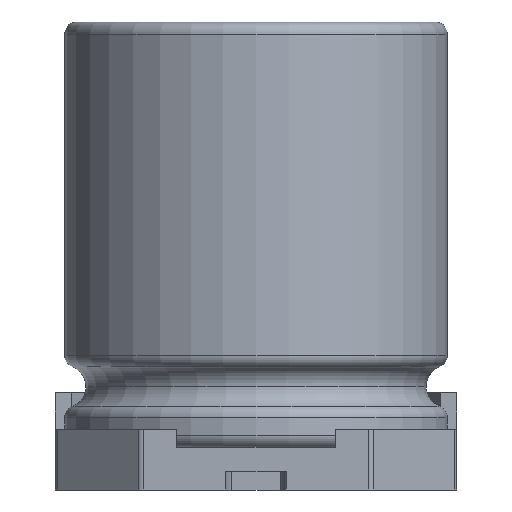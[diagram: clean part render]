
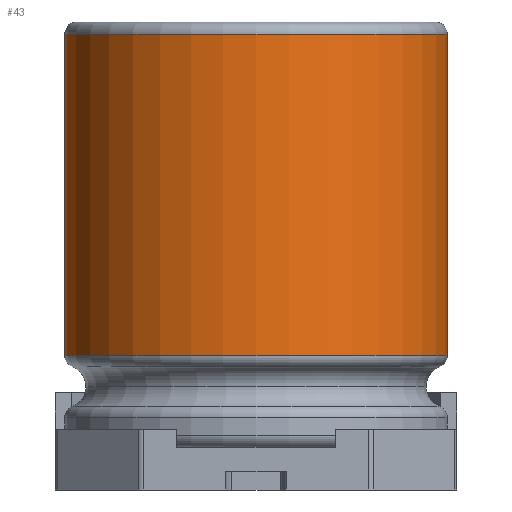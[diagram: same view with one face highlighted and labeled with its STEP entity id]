
A CAD part, front view. The second image highlights one B-rep face of the part: STEP entity #43.
In plain terms, the highlighted cylindrical face has radius 3.15 mm (diameter 6.3 mm), a partial arc.
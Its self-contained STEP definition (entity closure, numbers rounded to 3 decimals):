
#33 = ORIENTED_EDGE ( 'NONE', *, *, #47, .F. ) ;
#38 = ORIENTED_EDGE ( 'NONE', *, *, #552, .T. ) ;
#39 = EDGE_CURVE ( 'NONE', #137, #872, #1033, .T. ) ;
#40 = ORIENTED_EDGE ( 'NONE', *, *, #39, .T. ) ;
#41 = ORIENTED_EDGE ( 'NONE', *, *, #562, .F. ) ;
#42 = EDGE_LOOP ( 'NONE', ( #41, #40, #38, #33 ) ) ;
#43 = ADVANCED_FACE ( 'NONE', ( #1028 ), #1013, .T. ) ;
#47 = EDGE_CURVE ( 'NONE', #563, #558, #1012, .T. ) ;
#137 = VERTEX_POINT ( 'NONE', #1331 ) ;
#552 = EDGE_CURVE ( 'NONE', #872, #558, #2550, .T. ) ;
#558 = VERTEX_POINT ( 'NONE', #2607 ) ;
#562 = EDGE_CURVE ( 'NONE', #137, #563, #2601, .T. ) ;
#563 = VERTEX_POINT ( 'NONE', #2597 ) ;
#872 = VERTEX_POINT ( 'NONE', #3513 ) ;
#1006 = CARTESIAN_POINT ( 'NONE',  ( 0., 0., 2.212 ) ) ;
#1008 = DIRECTION ( 'NONE',  ( -1., 0., 0. ) ) ;
#1009 = DIRECTION ( 'NONE',  ( 0., 0., -1. ) ) ;
#1010 = CARTESIAN_POINT ( 'NONE',  ( 0., 0., 0.7 ) ) ;
#1011 = AXIS2_PLACEMENT_3D ( 'NONE', #1010, #1009, #1008 ) ;
#1012 = CIRCLE ( 'NONE', #1063, 3.15 ) ;
#1013 = CYLINDRICAL_SURFACE ( 'NONE', #1011, 3.15 ) ;
#1028 = FACE_OUTER_BOUND ( 'NONE', #42, .T. ) ;
#1029 = DIRECTION ( 'NONE',  ( -1., 0., 0. ) ) ;
#1030 = DIRECTION ( 'NONE',  ( 0., 0., -1. ) ) ;
#1031 = CARTESIAN_POINT ( 'NONE',  ( 0., 0., 7.5 ) ) ;
#1032 = AXIS2_PLACEMENT_3D ( 'NONE', #1031, #1030, #1029 ) ;
#1033 = CIRCLE ( 'NONE', #1032, 3.15 ) ;
#1061 = DIRECTION ( 'NONE',  ( -1., 0., 0. ) ) ;
#1062 = DIRECTION ( 'NONE',  ( 0., 0., -1. ) ) ;
#1063 = AXIS2_PLACEMENT_3D ( 'NONE', #1006, #1062, #1061 ) ;
#1331 = CARTESIAN_POINT ( 'NONE',  ( 3.15, 0., 7.5 ) ) ;
#2108 = DIRECTION ( 'NONE',  ( 0., 0., -1. ) ) ;
#2109 = VECTOR ( 'NONE', #2108, 1000. ) ;
#2549 = CARTESIAN_POINT ( 'NONE',  ( -3.15, 0., 0.7 ) ) ;
#2550 = LINE ( 'NONE', #2549, #2109 ) ;
#2597 = CARTESIAN_POINT ( 'NONE',  ( 3.15, 0., 2.212 ) ) ;
#2598 = DIRECTION ( 'NONE',  ( 0., 0., -1. ) ) ;
#2599 = VECTOR ( 'NONE', #2598, 1000. ) ;
#2600 = CARTESIAN_POINT ( 'NONE',  ( 3.15, 0., 0.7 ) ) ;
#2601 = LINE ( 'NONE', #2600, #2599 ) ;
#2607 = CARTESIAN_POINT ( 'NONE',  ( -3.15, 0., 2.212 ) ) ;
#3513 = CARTESIAN_POINT ( 'NONE',  ( -3.15, 0., 7.5 ) ) ;
